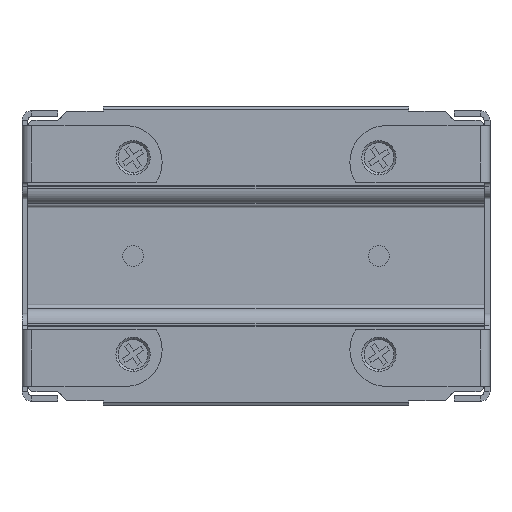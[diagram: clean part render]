
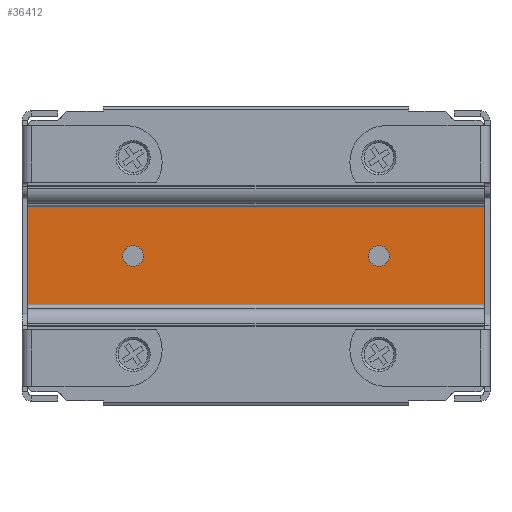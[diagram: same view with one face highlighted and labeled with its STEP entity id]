
A CAD part, front view. The second image highlights one B-rep face of the part: STEP entity #36412.
In plain terms, the highlighted planar face has unit normal (0, -1, 0).
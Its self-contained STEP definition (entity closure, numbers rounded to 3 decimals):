
#134 = FACE_BOUND ( 'NONE', #31537, .T. ) ;
#137 = FACE_BOUND ( 'NONE', #31528, .T. ) ;
#139 = FACE_OUTER_BOUND ( 'NONE', #31527, .T. ) ;
#637 = VECTOR ( 'NONE', #14525, 1000. ) ;
#640 = LINE ( 'NONE', #14497, #637 ) ;
#656 = LINE ( 'NONE', #14636, #662 ) ;
#662 = VECTOR ( 'NONE', #14638, 1000. ) ;
#668 = CIRCLE ( 'NONE', #24797, 0.7 ) ;
#670 = CIRCLE ( 'NONE', #24795, 0.7 ) ;
#5371 = CARTESIAN_POINT ( 'NONE',  ( -65.3, 5.5, 4.3 ) ) ;
#5392 = CARTESIAN_POINT ( 'NONE',  ( -41.75, 5.5, 0.7 ) ) ;
#5395 = CARTESIAN_POINT ( 'NONE',  ( -41.75, 5.5, -0.7 ) ) ;
#5506 = CARTESIAN_POINT ( 'NONE',  ( -58.25, 5.5, 0.7 ) ) ;
#5712 = CARTESIAN_POINT ( 'NONE',  ( -58.25, 5.5, -0.7 ) ) ;
#5735 = CARTESIAN_POINT ( 'NONE',  ( -65.3, 5.5, -4.3 ) ) ;
#5810 = CARTESIAN_POINT ( 'NONE',  ( -34.7, 5.5, 4.3 ) ) ;
#5819 = CARTESIAN_POINT ( 'NONE',  ( -34.7, 5.5, -4.3 ) ) ;
#9673 = CIRCLE ( 'NONE', #38622, 0.7 ) ;
#9689 = CIRCLE ( 'NONE', #38627, 0.7 ) ;
#9740 = LINE ( 'NONE', #13238, #9755 ) ;
#9755 = VECTOR ( 'NONE', #13239, 1000. ) ;
#9967 = VECTOR ( 'NONE', #15541, 1000. ) ;
#9968 = LINE ( 'NONE', #15540, #9967 ) ;
#13074 = CARTESIAN_POINT ( 'NONE',  ( -58.25, 5.5, 0. ) ) ;
#13075 = DIRECTION ( 'NONE',  ( 0., 1., 0. ) ) ;
#13076 = DIRECTION ( 'NONE',  ( 0., 0., 1. ) ) ;
#13132 = CARTESIAN_POINT ( 'NONE',  ( -41.75, 5.5, 0. ) ) ;
#13134 = DIRECTION ( 'NONE',  ( 0., 1., 0. ) ) ;
#13135 = DIRECTION ( 'NONE',  ( 0., 0., 1. ) ) ;
#13238 = CARTESIAN_POINT ( 'NONE',  ( -65.3, 5.5, -4.5 ) ) ;
#13239 = DIRECTION ( 'NONE',  ( 0., 0., -1. ) ) ;
#14497 = CARTESIAN_POINT ( 'NONE',  ( -34.7, 5.5, -4.3 ) ) ;
#14525 = DIRECTION ( 'NONE',  ( 1., 0., 0. ) ) ;
#14624 = CARTESIAN_POINT ( 'NONE',  ( -58.25, 5.5, 0. ) ) ;
#14630 = CARTESIAN_POINT ( 'NONE',  ( -41.75, 5.5, 0. ) ) ;
#14636 = CARTESIAN_POINT ( 'NONE',  ( -65.3, 5.5, 4.3 ) ) ;
#14638 = DIRECTION ( 'NONE',  ( -1., 0., 0. ) ) ;
#14642 = DIRECTION ( 'NONE',  ( 0., 1., 0. ) ) ;
#14644 = DIRECTION ( 'NONE',  ( 0., 0., 1. ) ) ;
#14649 = DIRECTION ( 'NONE',  ( 0., 1., 0. ) ) ;
#14651 = DIRECTION ( 'NONE',  ( 0., 0., 1. ) ) ;
#15540 = CARTESIAN_POINT ( 'NONE',  ( -34.7, 5.5, -4.5 ) ) ;
#15541 = DIRECTION ( 'NONE',  ( 0., 0., 1. ) ) ;
#24140 = ORIENTED_EDGE ( 'NONE', *, *, #38418, .T. ) ;
#24141 = ORIENTED_EDGE ( 'NONE', *, *, #30686, .T. ) ;
#24142 = ORIENTED_EDGE ( 'NONE', *, *, #38419, .T. ) ;
#24143 = ORIENTED_EDGE ( 'NONE', *, *, #30699, .T. ) ;
#24144 = ORIENTED_EDGE ( 'NONE', *, *, #30749, .T. ) ;
#24145 = ORIENTED_EDGE ( 'NONE', *, *, #38398, .T. ) ;
#24146 = ORIENTED_EDGE ( 'NONE', *, *, #31769, .T. ) ;
#24147 = ORIENTED_EDGE ( 'NONE', *, *, #38417, .T. ) ;
#24620 = AXIS2_PLACEMENT_3D ( 'NONE', #38199, #38200, #38201 ) ;
#24795 = AXIS2_PLACEMENT_3D ( 'NONE', #14630, #14649, #14651 ) ;
#24797 = AXIS2_PLACEMENT_3D ( 'NONE', #14624, #14642, #14644 ) ;
#27307 = VERTEX_POINT ( 'NONE', #5371 ) ;
#27338 = VERTEX_POINT ( 'NONE', #5392 ) ;
#27344 = VERTEX_POINT ( 'NONE', #5395 ) ;
#27547 = VERTEX_POINT ( 'NONE', #5506 ) ;
#27931 = VERTEX_POINT ( 'NONE', #5712 ) ;
#27967 = VERTEX_POINT ( 'NONE', #5735 ) ;
#28112 = VERTEX_POINT ( 'NONE', #5810 ) ;
#28127 = VERTEX_POINT ( 'NONE', #5819 ) ;
#30686 = EDGE_CURVE ( 'NONE', #27931, #27547, #9673, .T. ) ;
#30699 = EDGE_CURVE ( 'NONE', #27344, #27338, #9689, .T. ) ;
#30749 = EDGE_CURVE ( 'NONE', #27307, #27967, #9740, .T. ) ;
#31527 = EDGE_LOOP ( 'NONE', ( #24144, #24145, #24146, #24147 ) ) ;
#31528 = EDGE_LOOP ( 'NONE', ( #24142, #24143 ) ) ;
#31537 = EDGE_LOOP ( 'NONE', ( #24140, #24141 ) ) ;
#31769 = EDGE_CURVE ( 'NONE', #28127, #28112, #9968, .T. ) ;
#36412 = ADVANCED_FACE ( 'NONE', ( #134, #137, #139 ), #38192, .F. ) ;
#38192 = PLANE ( 'NONE',  #24620 ) ;
#38199 = CARTESIAN_POINT ( 'NONE',  ( -80., 5.5, 4.5 ) ) ;
#38200 = DIRECTION ( 'NONE',  ( 0., 1., 0. ) ) ;
#38201 = DIRECTION ( 'NONE',  ( 0., 0., 1. ) ) ;
#38398 = EDGE_CURVE ( 'NONE', #27967, #28127, #640, .T. ) ;
#38417 = EDGE_CURVE ( 'NONE', #28112, #27307, #656, .T. ) ;
#38418 = EDGE_CURVE ( 'NONE', #27547, #27931, #668, .T. ) ;
#38419 = EDGE_CURVE ( 'NONE', #27338, #27344, #670, .T. ) ;
#38622 = AXIS2_PLACEMENT_3D ( 'NONE', #13074, #13075, #13076 ) ;
#38627 = AXIS2_PLACEMENT_3D ( 'NONE', #13132, #13134, #13135 ) ;
